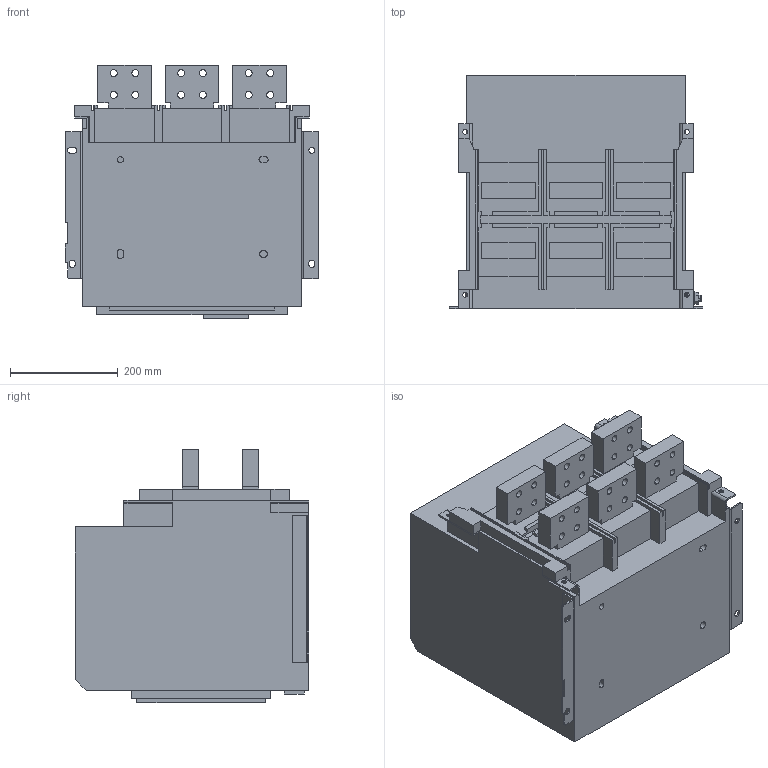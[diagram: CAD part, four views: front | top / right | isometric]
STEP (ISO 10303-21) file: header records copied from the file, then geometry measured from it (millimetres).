
FILE_DESCRIPTION (( 'STEP AP214' ), '1' );
FILE_NAME ('臍-45-mccb45-3200-3200v.STEP', '2021-02-10T11:09:35', ( '' ), ( '' ), 'SwSTEP 2.0', 'SolidWorks 2021', '' );
FILE_SCHEMA (( 'AUTOMOTIVE_DESIGN' ));
Length unit declared in the file: millimetre
Products named in the file (1): 臍-45-mccb45-3200-3200v
Bounding box: 470 x 432 x 470 mm (x, y, z)
Volume: 58976868.3 mm3; surface area: 1556151.6 mm2
Topology: 5 solids, 5 shells, 1047 faces, 2917 edges, 1942 vertices
Faces by surface type: plane 607, bspline 324, cylinder 114, cone 2
Entity records: 54061 total; most frequent: CARTESIAN_POINT 20575, ORIENTED_EDGE 5834, DIRECTION 3947, EDGE_CURVE 2917, VECTOR 2039, LINE 2039, VERTEX_POINT 1942, EDGE_LOOP 1185
